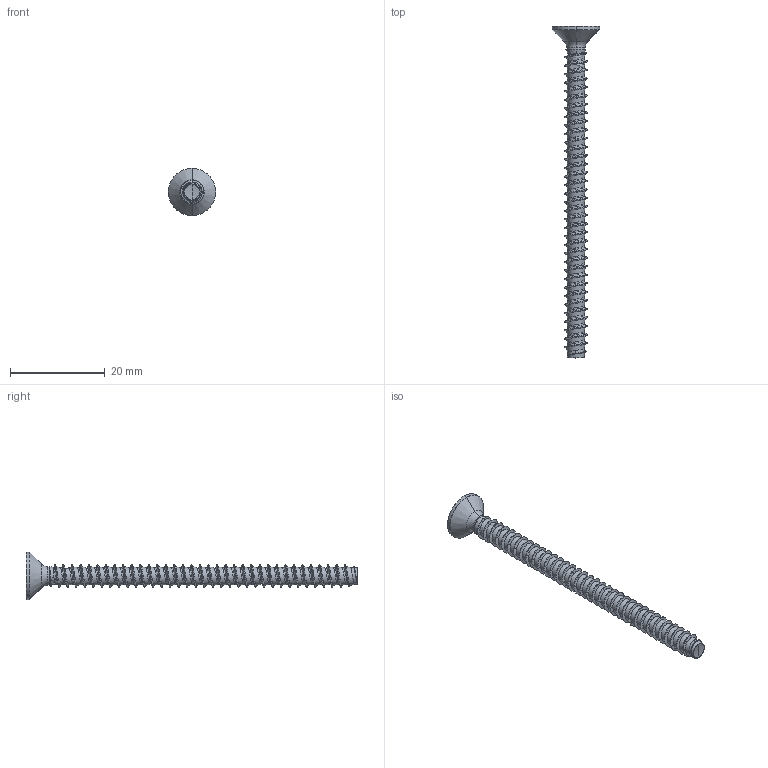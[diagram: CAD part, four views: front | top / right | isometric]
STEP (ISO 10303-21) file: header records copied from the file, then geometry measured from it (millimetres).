
FILE_DESCRIPTION (( 'STEP AP203' ), '1' );
FILE_NAME ('STP430500700.STEP', '2017-08-16T16:05:15', ( '' ), ( '' ), 'SwSTEP 2.0', 'SolidWorks 2015', '' );
FILE_SCHEMA (( 'CONFIG_CONTROL_DESIGN' ));
Length unit declared in the file: millimetre
Products named in the file (1): STP430500700
Bounding box: 10 x 70 x 10 mm (x, y, z)
Volume: 928.9 mm3; surface area: 1476.4 mm2
Topology: 1 solids, 1 shells, 161 faces, 420 edges, 263 vertices
Faces by surface type: cylinder 99, bspline 35, cone 12, torus 10, plane 3, sphere 2
Entity records: 61703 total; most frequent: CARTESIAN_POINT 58301, ORIENTED_EDGE 840, DIRECTION 513, EDGE_CURVE 420, VERTEX_POINT 263, AXIS2_PLACEMENT_3D 199, EDGE_LOOP 163, B_SPLINE_CURVE_WITH_KNOTS 161
